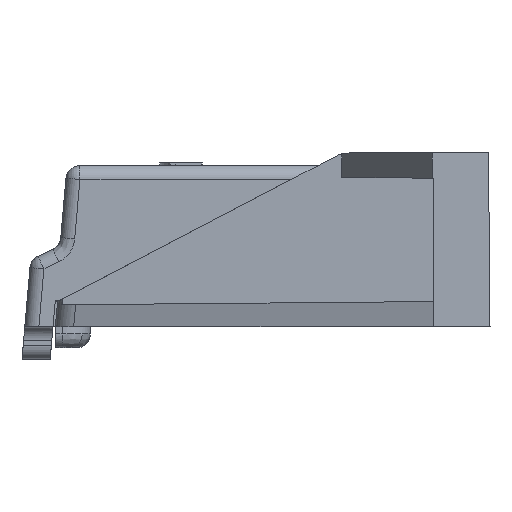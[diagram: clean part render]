
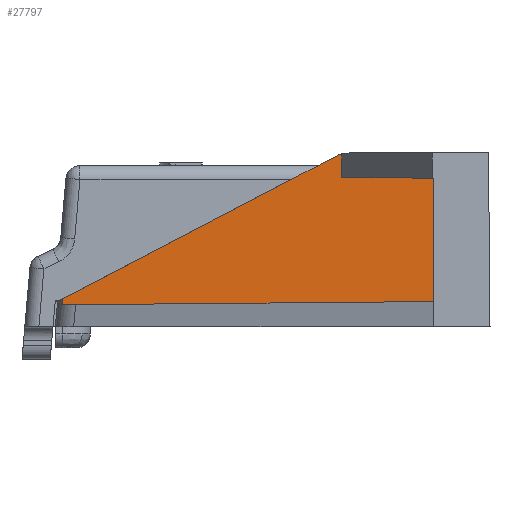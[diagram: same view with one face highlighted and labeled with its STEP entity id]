
A CAD part, left-side view. The second image highlights one B-rep face of the part: STEP entity #27797.
In plain terms, the highlighted planar face has unit normal (-1, 0.009, 0).
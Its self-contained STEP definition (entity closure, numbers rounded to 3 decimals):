
#2159 = CARTESIAN_POINT ( 'NONE',  ( -53.992, 0.175, 12.291 ) ) ;
#2761 = VERTEX_POINT ( 'NONE', #55491 ) ;
#2839 = CARTESIAN_POINT ( 'NONE',  ( -53.819, 19.984, 1.569 ) ) ;
#2946 =( BOUNDED_CURVE ( )  B_SPLINE_CURVE ( 3, ( #19935, #2159, #37104, #33037 ),
 .UNSPECIFIED., .F., .T. ) 
 B_SPLINE_CURVE_WITH_KNOTS ( ( 4, 4 ),
 ( 4.979, 5.194 ),
 .UNSPECIFIED. ) 
 CURVE ( )  GEOMETRIC_REPRESENTATION_ITEM ( )  RATIONAL_B_SPLINE_CURVE ( ( 1., 0.996, 0.996, 1. ) ) 
 REPRESENTATION_ITEM ( '' )  );
#3034 = EDGE_CURVE ( 'NONE', #42206, #2761, #9713, .T. ) ;
#3418 = CARTESIAN_POINT ( 'NONE',  ( -53.819, 19.974, 1.706 ) ) ;
#3895 = DIRECTION ( 'NONE',  ( 0., 0., 1. ) ) ;
#3967 = VERTEX_POINT ( 'NONE', #38403 ) ;
#5361 = DIRECTION ( 'NONE',  ( 0.009, 1., 0.009 ) ) ;
#5613 = CARTESIAN_POINT ( 'NONE',  ( -54.046, -6.028, 1.796 ) ) ;
#6532 = ORIENTED_EDGE ( 'NONE', *, *, #3034, .T. ) ;
#7511 = CARTESIAN_POINT ( 'NONE',  ( -53.819, 19.965, 1.843 ) ) ;
#7873 = VECTOR ( 'NONE', #5361, 1000. ) ;
#8172 = VECTOR ( 'NONE', #13210, 1000. ) ;
#8475 = VECTOR ( 'NONE', #54559, 1000. ) ;
#9688 = LINE ( 'NONE', #5613, #8475 ) ;
#9713 = LINE ( 'NONE', #33483, #7873 ) ;
#10979 = CARTESIAN_POINT ( 'NONE',  ( -53.993, 0.037, 12.329 ) ) ;
#12043 = CARTESIAN_POINT ( 'NONE',  ( -53.993, 0.037, 10.6 ) ) ;
#13210 = DIRECTION ( 'NONE',  ( 0.008, 0.886, -0.463 ) ) ;
#14338 = ORIENTED_EDGE ( 'NONE', *, *, #50226, .F. ) ;
#16590 = VERTEX_POINT ( 'NONE', #10979 ) ;
#16818 = LINE ( 'NONE', #30798, #46923 ) ;
#17155 = EDGE_CURVE ( 'NONE', #22252, #31200, #39137, .T. ) ;
#17677 = EDGE_LOOP ( 'NONE', ( #31643, #35435, #44948, #35762, #50547, #14338, #6532 ) ) ;
#19935 = CARTESIAN_POINT ( 'NONE',  ( -53.993, 0.037, 12.329 ) ) ;
#20069 = CARTESIAN_POINT ( 'NONE',  ( -53.819, 19.955, 1.98 ) ) ;
#20607 = CARTESIAN_POINT ( 'NONE',  ( -53.819, 19.955, 1.98 ) ) ;
#21375 = LINE ( 'NONE', #12043, #50510 ) ;
#22252 = VERTEX_POINT ( 'NONE', #32736 ) ;
#25658 =( BOUNDED_CURVE ( )  B_SPLINE_CURVE ( 3, ( #20607, #7511, #3418, #2839 ),
 .UNSPECIFIED., .F., .T. ) 
 B_SPLINE_CURVE_WITH_KNOTS ( ( 4, 4 ),
 ( 2.161, 2.166 ),
 .UNSPECIFIED. ) 
 CURVE ( )  GEOMETRIC_REPRESENTATION_ITEM ( )  RATIONAL_B_SPLINE_CURVE ( ( 1., 1., 1., 1. ) ) 
 REPRESENTATION_ITEM ( '' )  );
#26040 = CARTESIAN_POINT ( 'NONE',  ( -53.949, 5.087, 9.744 ) ) ;
#27663 = EDGE_CURVE ( 'NONE', #16590, #22252, #2946, .T. ) ;
#27769 = EDGE_CURVE ( 'NONE', #2761, #16590, #21375, .T. ) ;
#27797 = ADVANCED_FACE ( 'NONE', ( #33886 ), #30402, .T. ) ;
#30402 = PLANE ( 'NONE',  #49565 ) ;
#30798 = CARTESIAN_POINT ( 'NONE',  ( -54.05, -6.5, 0. ) ) ;
#31200 = VERTEX_POINT ( 'NONE', #20069 ) ;
#31643 = ORIENTED_EDGE ( 'NONE', *, *, #27769, .T. ) ;
#32736 = CARTESIAN_POINT ( 'NONE',  ( -53.989, 0.435, 12.173 ) ) ;
#33037 = CARTESIAN_POINT ( 'NONE',  ( -53.989, 0.435, 12.173 ) ) ;
#33483 = CARTESIAN_POINT ( 'NONE',  ( -54.046, -6.028, 10.604 ) ) ;
#33886 = FACE_OUTER_BOUND ( 'NONE', #17677, .T. ) ;
#35435 = ORIENTED_EDGE ( 'NONE', *, *, #27663, .T. ) ;
#35447 = CARTESIAN_POINT ( 'NONE',  ( -54.05, -6.5, 10.6 ) ) ;
#35762 = ORIENTED_EDGE ( 'NONE', *, *, #53398, .T. ) ;
#37104 = CARTESIAN_POINT ( 'NONE',  ( -53.991, 0.308, 12.239 ) ) ;
#38403 = CARTESIAN_POINT ( 'NONE',  ( -54.05, -6.5, 1.8 ) ) ;
#39137 = LINE ( 'NONE', #26040, #8172 ) ;
#42206 = VERTEX_POINT ( 'NONE', #35447 ) ;
#43973 = EDGE_CURVE ( 'NONE', #54815, #3967, #9688, .T. ) ;
#44392 = CARTESIAN_POINT ( 'NONE',  ( -53.819, 19.984, 1.569 ) ) ;
#44948 = ORIENTED_EDGE ( 'NONE', *, *, #17155, .T. ) ;
#46923 = VECTOR ( 'NONE', #47986, 1000. ) ;
#47295 = CARTESIAN_POINT ( 'NONE',  ( -54.05, -6.5, 0. ) ) ;
#47986 = DIRECTION ( 'NONE',  ( 0., 0., -1. ) ) ;
#48149 = DIRECTION ( 'NONE',  ( -0.009, -1., 0. ) ) ;
#49565 = AXIS2_PLACEMENT_3D ( 'NONE', #47295, #52835, #48149 ) ;
#50226 = EDGE_CURVE ( 'NONE', #42206, #3967, #16818, .T. ) ;
#50510 = VECTOR ( 'NONE', #3895, 1000. ) ;
#50547 = ORIENTED_EDGE ( 'NONE', *, *, #43973, .T. ) ;
#52835 = DIRECTION ( 'NONE',  ( -1., 0.009, 0. ) ) ;
#53398 = EDGE_CURVE ( 'NONE', #31200, #54815, #25658, .T. ) ;
#54559 = DIRECTION ( 'NONE',  ( -0.009, -1., 0.009 ) ) ;
#54815 = VERTEX_POINT ( 'NONE', #44392 ) ;
#55491 = CARTESIAN_POINT ( 'NONE',  ( -53.993, 0.037, 10.657 ) ) ;
